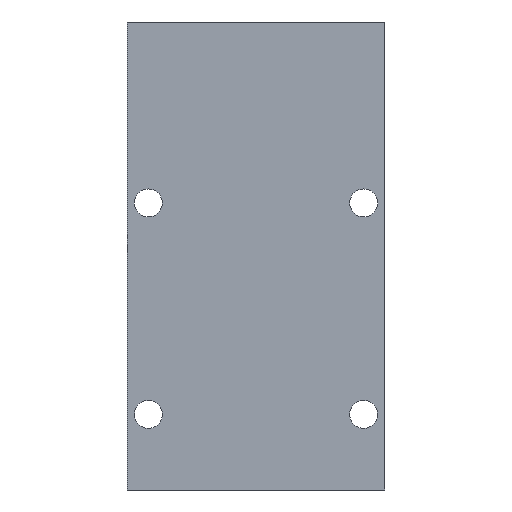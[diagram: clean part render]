
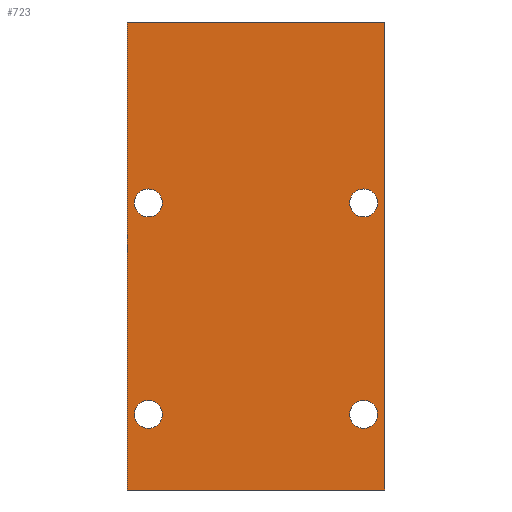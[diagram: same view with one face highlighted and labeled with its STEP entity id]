
A CAD part, front view. The second image highlights one B-rep face of the part: STEP entity #723.
In plain terms, the highlighted planar face has unit normal (0, -1, 0).
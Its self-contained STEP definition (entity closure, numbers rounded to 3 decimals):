
#47 = LINE ( 'NONE', #813, #4140 ) ;
#120 = DIRECTION ( 'NONE',  ( 0., 0., -1. ) ) ;
#128 = DIRECTION ( 'NONE',  ( 0., -1., 0. ) ) ;
#146 = DIRECTION ( 'NONE',  ( 0., -1., 0. ) ) ;
#150 = CARTESIAN_POINT ( 'NONE',  ( -14.875, 1.905, -112.75 ) ) ;
#233 = CARTESIAN_POINT ( 'NONE',  ( -17.78, 1.905, -87.751 ) ) ;
#238 = CARTESIAN_POINT ( 'NONE',  ( -17.78, 1.905, -152.4 ) ) ;
#312 = CARTESIAN_POINT ( 'NONE',  ( 14.875, 1.905, -112.75 ) ) ;
#325 = FACE_OUTER_BOUND ( 'NONE', #2709, .T. ) ;
#331 = FACE_BOUND ( 'NONE', #3067, .T. ) ;
#354 = ORIENTED_EDGE ( 'NONE', *, *, #3634, .F. ) ;
#357 = DIRECTION ( 'NONE',  ( 0., 0., -1. ) ) ;
#358 = EDGE_CURVE ( 'NONE', #2167, #2353, #736, .T. ) ;
#415 = LINE ( 'NONE', #2540, #3540 ) ;
#461 = CARTESIAN_POINT ( 'NONE',  ( 14.875, 1.905, -141.95 ) ) ;
#532 = DIRECTION ( 'NONE',  ( 0., 0., 1. ) ) ;
#543 = VERTEX_POINT ( 'NONE', #2344 ) ;
#564 = DIRECTION ( 'NONE',  ( 0., -1., 0. ) ) ;
#567 = DIRECTION ( 'NONE',  ( 0., 1., 0. ) ) ;
#568 = ORIENTED_EDGE ( 'NONE', *, *, #3912, .F. ) ;
#575 = AXIS2_PLACEMENT_3D ( 'NONE', #910, #906, #771 ) ;
#604 = AXIS2_PLACEMENT_3D ( 'NONE', #2059, #128, #2390 ) ;
#615 = ORIENTED_EDGE ( 'NONE', *, *, #2281, .F. ) ;
#645 = PLANE ( 'NONE',  #953 ) ;
#655 = DIRECTION ( 'NONE',  ( 0., 0., -1. ) ) ;
#686 = CARTESIAN_POINT ( 'NONE',  ( 17.78, 1.905, 152.4 ) ) ;
#723 = ADVANCED_FACE ( 'NONE', ( #331, #4150, #2974, #2915, #325 ), #645, .F. ) ;
#736 = CIRCLE ( 'NONE', #3897, 1.93 ) ;
#771 = DIRECTION ( 'NONE',  ( 0., 0., -1. ) ) ;
#785 = AXIS2_PLACEMENT_3D ( 'NONE', #3137, #1194, #3430 ) ;
#813 = CARTESIAN_POINT ( 'NONE',  ( 17.78, 1.905, 152.4 ) ) ;
#840 = CARTESIAN_POINT ( 'NONE',  ( 14.875, 1.905, -140.02 ) ) ;
#875 = VERTEX_POINT ( 'NONE', #4070 ) ;
#906 = DIRECTION ( 'NONE',  ( 0., -1., 0. ) ) ;
#910 = CARTESIAN_POINT ( 'NONE',  ( -14.875, 1.905, -112.75 ) ) ;
#953 = AXIS2_PLACEMENT_3D ( 'NONE', #686, #567, #532 ) ;
#1132 = CIRCLE ( 'NONE', #1708, 1.93 ) ;
#1153 = CARTESIAN_POINT ( 'NONE',  ( -14.875, 1.905, -141.95 ) ) ;
#1194 = DIRECTION ( 'NONE',  ( 0., -1., 0. ) ) ;
#1239 = CARTESIAN_POINT ( 'NONE',  ( -14.875, 1.905, -143.88 ) ) ;
#1351 = EDGE_CURVE ( 'NONE', #875, #543, #4068, .T. ) ;
#1365 = CARTESIAN_POINT ( 'NONE',  ( -14.875, 1.905, -140.02 ) ) ;
#1376 = EDGE_CURVE ( 'NONE', #2353, #2167, #2785, .T. ) ;
#1417 = AXIS2_PLACEMENT_3D ( 'NONE', #461, #564, #357 ) ;
#1435 = CARTESIAN_POINT ( 'NONE',  ( 14.875, 1.905, -114.68 ) ) ;
#1461 = DIRECTION ( 'NONE',  ( 0., 0., -1. ) ) ;
#1519 = CIRCLE ( 'NONE', #785, 1.93 ) ;
#1520 = DIRECTION ( 'NONE',  ( 1., 0., 0. ) ) ;
#1560 = ORIENTED_EDGE ( 'NONE', *, *, #1376, .F. ) ;
#1615 = VECTOR ( 'NONE', #3125, 1000. ) ;
#1705 = ORIENTED_EDGE ( 'NONE', *, *, #2415, .F. ) ;
#1708 = AXIS2_PLACEMENT_3D ( 'NONE', #150, #146, #120 ) ;
#1748 = VERTEX_POINT ( 'NONE', #2666 ) ;
#1864 = ORIENTED_EDGE ( 'NONE', *, *, #1351, .F. ) ;
#1871 = ORIENTED_EDGE ( 'NONE', *, *, #3135, .F. ) ;
#1895 = VERTEX_POINT ( 'NONE', #2009 ) ;
#1971 = CIRCLE ( 'NONE', #2191, 1.93 ) ;
#2009 = CARTESIAN_POINT ( 'NONE',  ( 17.78, 1.905, -152.4 ) ) ;
#2042 = VERTEX_POINT ( 'NONE', #1435 ) ;
#2059 = CARTESIAN_POINT ( 'NONE',  ( 14.875, 1.905, -112.75 ) ) ;
#2125 = CARTESIAN_POINT ( 'NONE',  ( 17.78, 1.905, -87.751 ) ) ;
#2167 = VERTEX_POINT ( 'NONE', #840 ) ;
#2191 = AXIS2_PLACEMENT_3D ( 'NONE', #1153, #3391, #1461 ) ;
#2239 = CARTESIAN_POINT ( 'NONE',  ( 14.875, 1.905, -110.82 ) ) ;
#2281 = EDGE_CURVE ( 'NONE', #543, #875, #1132, .T. ) ;
#2344 = CARTESIAN_POINT ( 'NONE',  ( -14.875, 1.905, -114.68 ) ) ;
#2353 = VERTEX_POINT ( 'NONE', #2442 ) ;
#2390 = DIRECTION ( 'NONE',  ( 0., 0., -1. ) ) ;
#2402 = DIRECTION ( 'NONE',  ( 0., 0., -1. ) ) ;
#2415 = EDGE_CURVE ( 'NONE', #3840, #2507, #1519, .T. ) ;
#2442 = CARTESIAN_POINT ( 'NONE',  ( 14.875, 1.905, -143.88 ) ) ;
#2453 = VERTEX_POINT ( 'NONE', #238 ) ;
#2507 = VERTEX_POINT ( 'NONE', #1239 ) ;
#2540 = CARTESIAN_POINT ( 'NONE',  ( 17.78, 1.905, -152.4 ) ) ;
#2548 = EDGE_LOOP ( 'NONE', ( #354, #1705 ) ) ;
#2566 = AXIS2_PLACEMENT_3D ( 'NONE', #312, #2581, #655 ) ;
#2575 = VERTEX_POINT ( 'NONE', #2239 ) ;
#2581 = DIRECTION ( 'NONE',  ( 0., -1., 0. ) ) ;
#2666 = CARTESIAN_POINT ( 'NONE',  ( -17.78, 1.905, -87.751 ) ) ;
#2709 = EDGE_LOOP ( 'NONE', ( #3241, #1871, #3244, #3284 ) ) ;
#2785 = CIRCLE ( 'NONE', #1417, 1.93 ) ;
#2915 = FACE_BOUND ( 'NONE', #3109, .T. ) ;
#2974 = FACE_BOUND ( 'NONE', #3463, .T. ) ;
#3067 = EDGE_LOOP ( 'NONE', ( #1560, #4167 ) ) ;
#3095 = ORIENTED_EDGE ( 'NONE', *, *, #3286, .F. ) ;
#3109 = EDGE_LOOP ( 'NONE', ( #615, #1864 ) ) ;
#3125 = DIRECTION ( 'NONE',  ( 0., 0., -1. ) ) ;
#3135 = EDGE_CURVE ( 'NONE', #1748, #3695, #3632, .T. ) ;
#3137 = CARTESIAN_POINT ( 'NONE',  ( -14.875, 1.905, -141.95 ) ) ;
#3211 = EDGE_CURVE ( 'NONE', #2453, #1895, #415, .T. ) ;
#3241 = ORIENTED_EDGE ( 'NONE', *, *, #3593, .F. ) ;
#3244 = ORIENTED_EDGE ( 'NONE', *, *, #3700, .T. ) ;
#3258 = CIRCLE ( 'NONE', #604, 1.93 ) ;
#3284 = ORIENTED_EDGE ( 'NONE', *, *, #3211, .T. ) ;
#3286 = EDGE_CURVE ( 'NONE', #2042, #2575, #3443, .T. ) ;
#3391 = DIRECTION ( 'NONE',  ( 0., -1., 0. ) ) ;
#3406 = CARTESIAN_POINT ( 'NONE',  ( -17.78, 1.905, 152.4 ) ) ;
#3430 = DIRECTION ( 'NONE',  ( 0., 0., -1. ) ) ;
#3443 = CIRCLE ( 'NONE', #2566, 1.93 ) ;
#3463 = EDGE_LOOP ( 'NONE', ( #3095, #568 ) ) ;
#3540 = VECTOR ( 'NONE', #3813, 1000. ) ;
#3590 = VECTOR ( 'NONE', #1520, 1000. ) ;
#3593 = EDGE_CURVE ( 'NONE', #3695, #1895, #47, .T. ) ;
#3632 = LINE ( 'NONE', #233, #3590 ) ;
#3634 = EDGE_CURVE ( 'NONE', #2507, #3840, #1971, .T. ) ;
#3695 = VERTEX_POINT ( 'NONE', #2125 ) ;
#3700 = EDGE_CURVE ( 'NONE', #1748, #2453, #3838, .T. ) ;
#3813 = DIRECTION ( 'NONE',  ( 1., 0., 0. ) ) ;
#3838 = LINE ( 'NONE', #3406, #1615 ) ;
#3840 = VERTEX_POINT ( 'NONE', #1365 ) ;
#3897 = AXIS2_PLACEMENT_3D ( 'NONE', #4080, #4064, #4034 ) ;
#3912 = EDGE_CURVE ( 'NONE', #2575, #2042, #3258, .T. ) ;
#4034 = DIRECTION ( 'NONE',  ( 0., 0., -1. ) ) ;
#4064 = DIRECTION ( 'NONE',  ( 0., -1., 0. ) ) ;
#4068 = CIRCLE ( 'NONE', #575, 1.93 ) ;
#4070 = CARTESIAN_POINT ( 'NONE',  ( -14.875, 1.905, -110.82 ) ) ;
#4080 = CARTESIAN_POINT ( 'NONE',  ( 14.875, 1.905, -141.95 ) ) ;
#4140 = VECTOR ( 'NONE', #2402, 1000. ) ;
#4150 = FACE_BOUND ( 'NONE', #2548, .T. ) ;
#4167 = ORIENTED_EDGE ( 'NONE', *, *, #358, .F. ) ;
